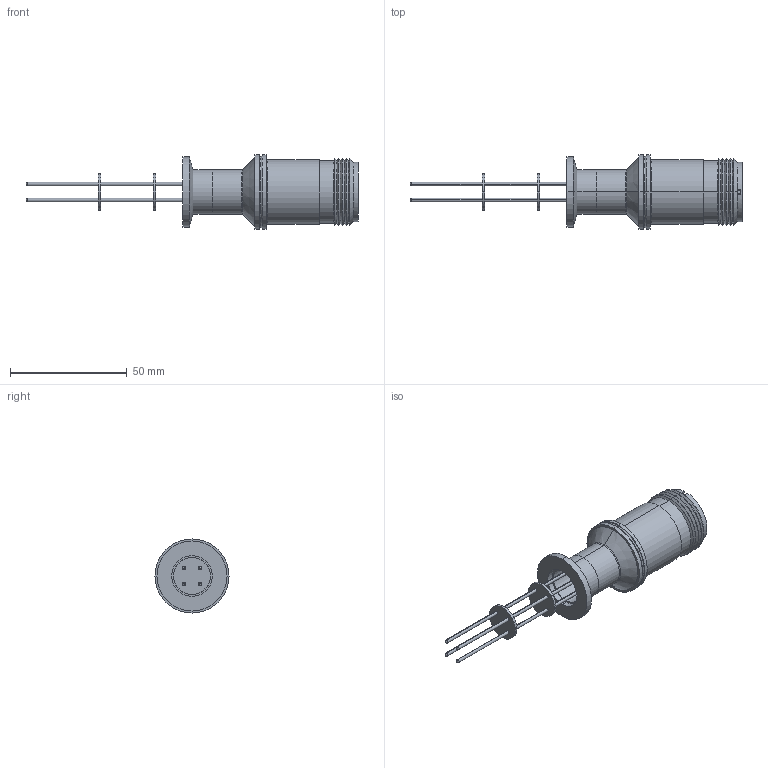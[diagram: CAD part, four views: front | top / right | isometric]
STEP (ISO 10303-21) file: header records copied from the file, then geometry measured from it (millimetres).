
FILE_DESCRIPTION (( 'STEP AP203' ), '1' );
FILE_NAME ('A3511-1-QF.STEP', '2013-05-02T13:47:26', ( '' ), ( '' ), 'SwSTEP 2.0', 'SolidWorks 2012', '' );
FILE_SCHEMA (( 'CONFIG_CONTROL_DESIGN' ));
Length unit declared in the file: inch
Products named in the file (1): A3511-1-QF
Bounding box: 142.11 x 31.75 x 31.75 mm (x, y, z)
Volume: 12479.3 mm3; surface area: 20011 mm2
Topology: 1 solids, 1 shells, 201 faces, 439 edges, 279 vertices
Faces by surface type: cylinder 96, plane 53, torus 26, cone 26
Entity records: 5942 total; most frequent: CARTESIAN_POINT 1264, DIRECTION 1060, ORIENTED_EDGE 878, AXIS2_PLACEMENT_3D 459, EDGE_CURVE 439, VERTEX_POINT 279, CIRCLE 257, EDGE_LOOP 252
